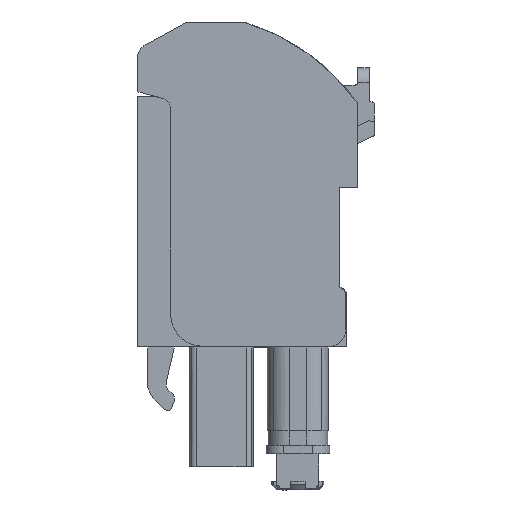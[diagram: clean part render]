
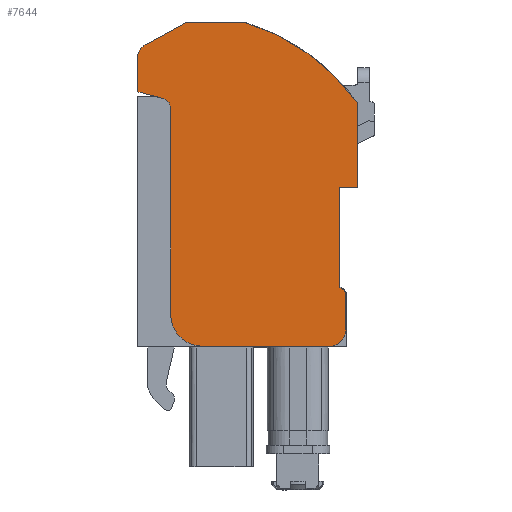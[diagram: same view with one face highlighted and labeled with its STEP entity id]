
A CAD part, left-side view. The second image highlights one B-rep face of the part: STEP entity #7644.
In plain terms, the highlighted planar face has unit normal (-1, 0, 0).
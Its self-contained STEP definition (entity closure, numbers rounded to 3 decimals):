
#6065=AXIS2_PLACEMENT_3D('Circle Axis2P3D',#6063,#6064,$) ;
#6105=AXIS2_PLACEMENT_3D('Circle Axis2P3D',#6103,#6104,$) ;
#6145=AXIS2_PLACEMENT_3D('Circle Axis2P3D',#6143,#6144,$) ;
#6218=AXIS2_PLACEMENT_3D('Circle Axis2P3D',#6216,#6217,$) ;
#6246=AXIS2_PLACEMENT_3D('Circle Axis2P3D',#6244,#6245,$) ;
#7581=AXIS2_PLACEMENT_3D('Plane Axis2P3D',#7578,#7579,#7580) ;
#7594=AXIS2_PLACEMENT_3D('Circle Axis2P3D',#7592,#7593,$) ;
#7606=AXIS2_PLACEMENT_3D('Circle Axis2P3D',#7604,#7605,$) ;
#7613=AXIS2_PLACEMENT_3D('Circle Axis2P3D',#7611,#7612,$) ;
#3880=CARTESIAN_POINT('Vertex',(0.001,1.197,20.942)) ;
#3883=CARTESIAN_POINT('Line Origine',(0.,1.824,20.942)) ;
#3887=CARTESIAN_POINT('Vertex',(0.,2.45,20.942)) ;
#6023=CARTESIAN_POINT('Line Origine',(0.,2.45,17.471)) ;
#6027=CARTESIAN_POINT('Vertex',(0.,2.45,13.999)) ;
#6043=CARTESIAN_POINT('Line Origine',(0.,2.384,13.98)) ;
#6047=CARTESIAN_POINT('Vertex',(0.,2.317,13.961)) ;
#6063=CARTESIAN_POINT('Axis2P3D Location',(0.,2.441,13.528)) ;
#6067=CARTESIAN_POINT('Vertex',(0.,1.991,13.528)) ;
#6083=CARTESIAN_POINT('Line Origine',(0.,1.991,12.314)) ;
#6087=CARTESIAN_POINT('Vertex',(0.,1.991,11.1)) ;
#6103=CARTESIAN_POINT('Axis2P3D Location',(0.,3.141,11.1)) ;
#6107=CARTESIAN_POINT('Vertex',(0.,3.141,9.95)) ;
#6123=CARTESIAN_POINT('Line Origine',(0.,7.523,9.95)) ;
#6127=CARTESIAN_POINT('Vertex',(0.,11.905,9.95)) ;
#6143=CARTESIAN_POINT('Axis2P3D Location',(0.,11.905,12.15)) ;
#6147=CARTESIAN_POINT('Vertex',(0.,14.105,12.1)) ;
#6163=CARTESIAN_POINT('Line Origine',(0.,14.105,19.255)) ;
#6167=CARTESIAN_POINT('Vertex',(0.,14.105,26.409)) ;
#6194=CARTESIAN_POINT('Control Point',(0.,14.598,27.078)) ;
#6195=CARTESIAN_POINT('Control Point',(0.,14.428,27.025)) ;
#6196=CARTESIAN_POINT('Control Point',(0.,14.274,26.918)) ;
#6197=CARTESIAN_POINT('Control Point',(0.,14.162,26.766)) ;
#6198=CARTESIAN_POINT('Control Point',(0.,14.105,26.587)) ;
#6199=CARTESIAN_POINT('Control Point',(0.,14.105,26.409)) ;
#6200=CARTESIAN_POINT('Vertex',(0.,14.598,27.078)) ;
#6216=CARTESIAN_POINT('Axis2P3D Location',(0.,22.274,2.33)) ;
#6220=CARTESIAN_POINT('Vertex',(0.,16.405,27.568)) ;
#6222=CARTESIAN_POINT('Vertex',(0.,16.138,27.504)) ;
#6244=CARTESIAN_POINT('Axis2P3D Location',(0.,22.274,2.33)) ;
#7554=CARTESIAN_POINT('Vertex',(0.001,1.197,26.822)) ;
#7557=CARTESIAN_POINT('Line Origine',(0.001,1.197,23.882)) ;
#7578=CARTESIAN_POINT('Axis2P3D Location',(0.,14.099,12.568)) ;
#7583=CARTESIAN_POINT('Line Origine',(0.,14.44,31.594)) ;
#7587=CARTESIAN_POINT('Vertex',(0.,15.882,30.811)) ;
#7589=CARTESIAN_POINT('Vertex',(0.,12.997,32.378)) ;
#7592=CARTESIAN_POINT('Axis2P3D Location',(0.,15.405,29.932)) ;
#7596=CARTESIAN_POINT('Vertex',(0.,16.405,29.932)) ;
#7599=CARTESIAN_POINT('Line Origine',(0.,16.405,28.75)) ;
#7604=CARTESIAN_POINT('Axis2P3D Location',(0.,13.352,18.032)) ;
#7608=CARTESIAN_POINT('Vertex',(0.,8.905,32.358)) ;
#7611=CARTESIAN_POINT('Axis2P3D Location',(0.,13.352,18.032)) ;
#7615=CARTESIAN_POINT('Vertex',(0.,8.971,32.378)) ;
#7618=CARTESIAN_POINT('Line Origine',(0.,10.984,32.378)) ;
#3884=DIRECTION('Vector Direction',(0.,1.,0.)) ;
#6024=DIRECTION('Vector Direction',(0.,0.,1.)) ;
#6044=DIRECTION('Vector Direction',(0.,0.961,0.276)) ;
#6064=DIRECTION('Axis2P3D Direction',(1.,0.,0.)) ;
#6084=DIRECTION('Vector Direction',(0.,0.,1.)) ;
#6104=DIRECTION('Axis2P3D Direction',(1.,0.,0.)) ;
#6124=DIRECTION('Vector Direction',(0.,-1.,0.)) ;
#6144=DIRECTION('Axis2P3D Direction',(1.,0.,0.)) ;
#6164=DIRECTION('Vector Direction',(0.,0.,-1.)) ;
#6217=DIRECTION('Axis2P3D Direction',(-1.,0.,0.)) ;
#6245=DIRECTION('Axis2P3D Direction',(-1.,0.,0.)) ;
#7558=DIRECTION('Vector Direction',(0.,0.,-1.)) ;
#7579=DIRECTION('Axis2P3D Direction',(1.,0.,0.)) ;
#7580=DIRECTION('Axis2P3D XDirection',(0.,-0.018,1.)) ;
#7584=DIRECTION('Vector Direction',(0.,-0.879,0.477)) ;
#7593=DIRECTION('Axis2P3D Direction',(1.,0.,0.)) ;
#7600=DIRECTION('Vector Direction',(0.,0.,1.)) ;
#7605=DIRECTION('Axis2P3D Direction',(1.,0.,0.)) ;
#7612=DIRECTION('Axis2P3D Direction',(1.,0.,0.)) ;
#7619=DIRECTION('Vector Direction',(0.,1.,0.)) ;
#3885=VECTOR('Line Direction',#3884,1.) ;
#6025=VECTOR('Line Direction',#6024,1.) ;
#6045=VECTOR('Line Direction',#6044,1.) ;
#6085=VECTOR('Line Direction',#6084,1.) ;
#6125=VECTOR('Line Direction',#6124,1.) ;
#6165=VECTOR('Line Direction',#6164,1.) ;
#7559=VECTOR('Line Direction',#7558,1.) ;
#7585=VECTOR('Line Direction',#7584,1.) ;
#7601=VECTOR('Line Direction',#7600,1.) ;
#7620=VECTOR('Line Direction',#7619,1.) ;
#7624=ORIENTED_EDGE('',*,*,#7591,.F.) ;
#7625=ORIENTED_EDGE('',*,*,#7598,.F.) ;
#7626=ORIENTED_EDGE('',*,*,#7603,.T.) ;
#7627=ORIENTED_EDGE('',*,*,#6224,.T.) ;
#7628=ORIENTED_EDGE('',*,*,#6248,.T.) ;
#7629=ORIENTED_EDGE('',*,*,#6202,.T.) ;
#7630=ORIENTED_EDGE('',*,*,#6169,.T.) ;
#7631=ORIENTED_EDGE('',*,*,#6149,.F.) ;
#7632=ORIENTED_EDGE('',*,*,#6129,.T.) ;
#7633=ORIENTED_EDGE('',*,*,#6109,.F.) ;
#7634=ORIENTED_EDGE('',*,*,#6089,.T.) ;
#7635=ORIENTED_EDGE('',*,*,#6069,.F.) ;
#7636=ORIENTED_EDGE('',*,*,#6049,.T.) ;
#7637=ORIENTED_EDGE('',*,*,#6029,.T.) ;
#7638=ORIENTED_EDGE('',*,*,#3889,.T.) ;
#7639=ORIENTED_EDGE('',*,*,#7561,.T.) ;
#7640=ORIENTED_EDGE('',*,*,#7610,.T.) ;
#7641=ORIENTED_EDGE('',*,*,#7617,.T.) ;
#7642=ORIENTED_EDGE('',*,*,#7622,.T.) ;
#7644=ADVANCED_FACE('GEHAEUSE',(#7643),#7582,.F.) ;
#6193=B_SPLINE_CURVE_WITH_KNOTS('',5,(#6194,#6195,#6196,#6197,#6198,#6199),.UNSPECIFIED.,.F.,.U.,(6,6),(0.,0.92),.UNSPECIFIED.) ;
#6066=CIRCLE('generated circle',#6065,0.45) ;
#6106=CIRCLE('generated circle',#6105,1.15) ;
#6146=CIRCLE('generated circle',#6145,2.2) ;
#6219=CIRCLE('generated circle',#6218,25.911) ;
#6247=CIRCLE('generated circle',#6246,25.911) ;
#7595=CIRCLE('generated circle',#7594,1.) ;
#7607=CIRCLE('generated circle',#7606,15.) ;
#7614=CIRCLE('generated circle',#7613,15.) ;
#3889=EDGE_CURVE('',#3888,#3881,#3886,.F.) ;
#6029=EDGE_CURVE('',#6028,#3888,#6026,.T.) ;
#6049=EDGE_CURVE('',#6048,#6028,#6046,.T.) ;
#6069=EDGE_CURVE('',#6048,#6068,#6066,.T.) ;
#6089=EDGE_CURVE('',#6088,#6068,#6086,.T.) ;
#6109=EDGE_CURVE('',#6088,#6108,#6106,.T.) ;
#6129=EDGE_CURVE('',#6128,#6108,#6126,.T.) ;
#6149=EDGE_CURVE('',#6128,#6148,#6146,.T.) ;
#6169=EDGE_CURVE('',#6168,#6148,#6166,.T.) ;
#6202=EDGE_CURVE('',#6201,#6168,#6193,.T.) ;
#6224=EDGE_CURVE('',#6221,#6223,#6219,.F.) ;
#6248=EDGE_CURVE('',#6223,#6201,#6247,.F.) ;
#7561=EDGE_CURVE('',#3881,#7555,#7560,.F.) ;
#7591=EDGE_CURVE('',#7588,#7590,#7586,.T.) ;
#7598=EDGE_CURVE('',#7597,#7588,#7595,.T.) ;
#7603=EDGE_CURVE('',#7597,#6221,#7602,.F.) ;
#7610=EDGE_CURVE('',#7555,#7609,#7607,.F.) ;
#7617=EDGE_CURVE('',#7609,#7616,#7614,.F.) ;
#7622=EDGE_CURVE('',#7616,#7590,#7621,.T.) ;
#7623=EDGE_LOOP('',(#7624,#7625,#7626,#7627,#7628,#7629,#7630,#7631,#7632,#7633,#7634,#7635,#7636,#7637,#7638,#7639,#7640,#7641,#7642)) ;
#7643=FACE_OUTER_BOUND('',#7623,.T.) ;
#3886=LINE('Line',#3883,#3885) ;
#6026=LINE('Line',#6023,#6025) ;
#6046=LINE('Line',#6043,#6045) ;
#6086=LINE('Line',#6083,#6085) ;
#6126=LINE('Line',#6123,#6125) ;
#6166=LINE('Line',#6163,#6165) ;
#7560=LINE('Line',#7557,#7559) ;
#7586=LINE('Line',#7583,#7585) ;
#7602=LINE('Line',#7599,#7601) ;
#7621=LINE('Line',#7618,#7620) ;
#7582=PLANE('',#7581) ;
#3881=VERTEX_POINT('',#3880) ;
#3888=VERTEX_POINT('',#3887) ;
#6028=VERTEX_POINT('',#6027) ;
#6048=VERTEX_POINT('',#6047) ;
#6068=VERTEX_POINT('',#6067) ;
#6088=VERTEX_POINT('',#6087) ;
#6108=VERTEX_POINT('',#6107) ;
#6128=VERTEX_POINT('',#6127) ;
#6148=VERTEX_POINT('',#6147) ;
#6168=VERTEX_POINT('',#6167) ;
#6201=VERTEX_POINT('',#6200) ;
#6221=VERTEX_POINT('',#6220) ;
#6223=VERTEX_POINT('',#6222) ;
#7555=VERTEX_POINT('',#7554) ;
#7588=VERTEX_POINT('',#7587) ;
#7590=VERTEX_POINT('',#7589) ;
#7597=VERTEX_POINT('',#7596) ;
#7609=VERTEX_POINT('',#7608) ;
#7616=VERTEX_POINT('',#7615) ;
